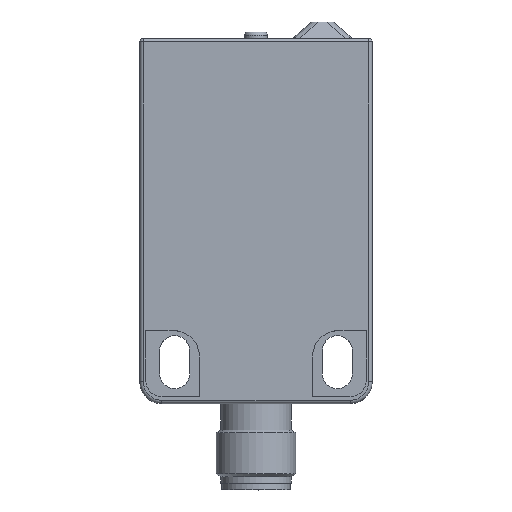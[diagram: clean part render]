
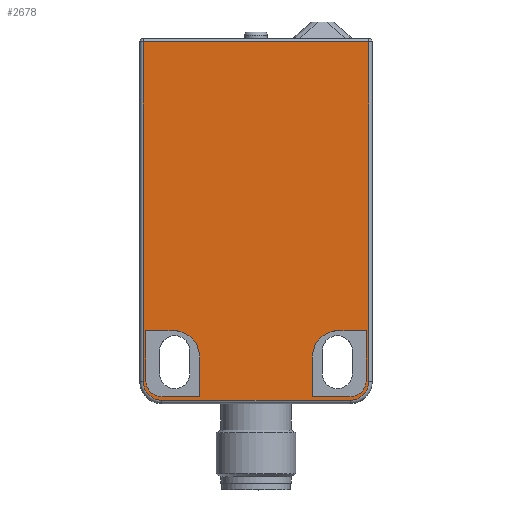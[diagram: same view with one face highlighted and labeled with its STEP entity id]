
A CAD part, top view. The second image highlights one B-rep face of the part: STEP entity #2678.
In plain terms, the highlighted planar face has unit normal (0, 0, 1).
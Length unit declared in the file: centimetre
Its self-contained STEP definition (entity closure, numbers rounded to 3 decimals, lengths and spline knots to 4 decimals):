
#122=LINE('',#4279,#330);
#124=LINE('',#4291,#332);
#126=LINE('',#4300,#334);
#128=LINE('',#4303,#336);
#142=LINE('',#4348,#350);
#143=LINE('',#4350,#351);
#144=LINE('',#4354,#352);
#145=LINE('',#4355,#353);
#146=LINE('',#4360,#354);
#147=LINE('',#4362,#355);
#148=LINE('',#4366,#356);
#149=LINE('',#4367,#357);
#330=VECTOR('',#3442,5.12);
#332=VECTOR('',#3456,2.84);
#334=VECTOR('',#3468,5.12);
#336=VECTOR('',#3472,3.4);
#350=VECTOR('',#3514,0.56);
#351=VECTOR('',#3515,0.6);
#352=VECTOR('',#3518,0.41);
#353=VECTOR('',#3519,0.75);
#354=VECTOR('',#3522,0.75);
#355=VECTOR('',#3523,0.41);
#356=VECTOR('',#3526,0.6);
#357=VECTOR('',#3527,0.56);
#492=PLANE('',#2932);
#628=FACE_BOUND('',#943,.T.);
#629=FACE_BOUND('',#944,.T.);
#748=FACE_OUTER_BOUND('',#942,.T.);
#942=EDGE_LOOP('',(#2167,#2168,#2169,#2170,#2171,#2172));
#943=EDGE_LOOP('',(#2173,#2174,#2175,#2176,#2177,#2178));
#944=EDGE_LOOP('',(#2179,#2180,#2181,#2182,#2183,#2184));
#1137=CIRCLE('',#2910,0.28);
#1141=CIRCLE('',#2916,0.28);
#1149=CIRCLE('',#2933,0.25);
#1150=CIRCLE('',#2934,0.4);
#1151=CIRCLE('',#2935,0.25);
#1152=CIRCLE('',#2936,0.4);
#1319=VERTEX_POINT('',#4257);
#1322=VERTEX_POINT('',#4267);
#1325=VERTEX_POINT('',#4277);
#1327=VERTEX_POINT('',#4283);
#1329=VERTEX_POINT('',#4289);
#1331=VERTEX_POINT('',#4295);
#1346=VERTEX_POINT('',#4344);
#1347=VERTEX_POINT('',#4345);
#1348=VERTEX_POINT('',#4347);
#1349=VERTEX_POINT('',#4349);
#1350=VERTEX_POINT('',#4351);
#1351=VERTEX_POINT('',#4353);
#1352=VERTEX_POINT('',#4356);
#1353=VERTEX_POINT('',#4357);
#1354=VERTEX_POINT('',#4359);
#1355=VERTEX_POINT('',#4361);
#1356=VERTEX_POINT('',#4363);
#1357=VERTEX_POINT('',#4365);
#1618=EDGE_CURVE('',#1325,#1322,#122,.T.);
#1621=EDGE_CURVE('',#1327,#1325,#1137,.T.);
#1624=EDGE_CURVE('',#1329,#1327,#124,.T.);
#1627=EDGE_CURVE('',#1331,#1329,#1141,.T.);
#1629=EDGE_CURVE('',#1319,#1331,#126,.T.);
#1631=EDGE_CURVE('',#1322,#1319,#128,.T.);
#1651=EDGE_CURVE('',#1346,#1347,#1149,.T.);
#1652=EDGE_CURVE('',#1347,#1348,#142,.T.);
#1653=EDGE_CURVE('',#1348,#1349,#143,.T.);
#1654=EDGE_CURVE('',#1349,#1350,#1150,.T.);
#1655=EDGE_CURVE('',#1350,#1351,#144,.T.);
#1656=EDGE_CURVE('',#1351,#1346,#145,.T.);
#1657=EDGE_CURVE('',#1352,#1353,#1151,.T.);
#1658=EDGE_CURVE('',#1353,#1354,#146,.T.);
#1659=EDGE_CURVE('',#1354,#1355,#147,.T.);
#1660=EDGE_CURVE('',#1355,#1356,#1152,.T.);
#1661=EDGE_CURVE('',#1356,#1357,#148,.T.);
#1662=EDGE_CURVE('',#1357,#1352,#149,.T.);
#2167=ORIENTED_EDGE('',*,*,#1618,.F.);
#2168=ORIENTED_EDGE('',*,*,#1621,.F.);
#2169=ORIENTED_EDGE('',*,*,#1624,.F.);
#2170=ORIENTED_EDGE('',*,*,#1627,.F.);
#2171=ORIENTED_EDGE('',*,*,#1629,.F.);
#2172=ORIENTED_EDGE('',*,*,#1631,.F.);
#2173=ORIENTED_EDGE('',*,*,#1651,.T.);
#2174=ORIENTED_EDGE('',*,*,#1652,.T.);
#2175=ORIENTED_EDGE('',*,*,#1653,.T.);
#2176=ORIENTED_EDGE('',*,*,#1654,.T.);
#2177=ORIENTED_EDGE('',*,*,#1655,.T.);
#2178=ORIENTED_EDGE('',*,*,#1656,.T.);
#2179=ORIENTED_EDGE('',*,*,#1657,.T.);
#2180=ORIENTED_EDGE('',*,*,#1658,.T.);
#2181=ORIENTED_EDGE('',*,*,#1659,.T.);
#2182=ORIENTED_EDGE('',*,*,#1660,.T.);
#2183=ORIENTED_EDGE('',*,*,#1661,.T.);
#2184=ORIENTED_EDGE('',*,*,#1662,.T.);
#2678=ADVANCED_FACE('',(#748,#628,#629),#492,.T.);
#2910=AXIS2_PLACEMENT_3D('',#4285,#3448,#3449);
#2916=AXIS2_PLACEMENT_3D('',#4297,#3462,#3463);
#2932=AXIS2_PLACEMENT_3D('',#4343,#3510,#3511);
#2933=AXIS2_PLACEMENT_3D('',#4346,#3512,#3513);
#2934=AXIS2_PLACEMENT_3D('',#4352,#3516,#3517);
#2935=AXIS2_PLACEMENT_3D('',#4358,#3520,#3521);
#2936=AXIS2_PLACEMENT_3D('',#4364,#3524,#3525);
#3442=DIRECTION('',(0.,1.,0.));
#3448=DIRECTION('center_axis',(0.,0.,-1.));
#3449=DIRECTION('ref_axis',(-0.707,-0.707,0.));
#3456=DIRECTION('',(-1.,0.,0.));
#3462=DIRECTION('center_axis',(0.,0.,-1.));
#3463=DIRECTION('ref_axis',(0.707,-0.707,0.));
#3468=DIRECTION('',(0.,-1.,0.));
#3472=DIRECTION('',(1.,0.,0.));
#3510=DIRECTION('center_axis',(0.,0.,1.));
#3511=DIRECTION('ref_axis',(1.,0.,0.));
#3512=DIRECTION('center_axis',(0.,0.,-1.));
#3513=DIRECTION('ref_axis',(0.,-1.,0.));
#3514=DIRECTION('',(-1.,0.,0.));
#3515=DIRECTION('',(0.,1.,0.));
#3516=DIRECTION('center_axis',(0.,0.,-1.));
#3517=DIRECTION('ref_axis',(0.,1.,0.));
#3518=DIRECTION('',(1.,0.,0.));
#3519=DIRECTION('',(0.,-1.,0.));
#3520=DIRECTION('center_axis',(0.,0.,-1.));
#3521=DIRECTION('ref_axis',(0.,-1.,0.));
#3522=DIRECTION('',(0.,1.,0.));
#3523=DIRECTION('',(1.,0.,0.));
#3524=DIRECTION('center_axis',(0.,0.,-1.));
#3525=DIRECTION('ref_axis',(0.,1.,0.));
#3526=DIRECTION('',(0.,-1.,0.));
#3527=DIRECTION('',(-1.,0.,0.));
#4257=CARTESIAN_POINT('',(0.4775,-0.5042,2.6732));
#4267=CARTESIAN_POINT('',(-2.9225,-0.5042,2.6732));
#4277=CARTESIAN_POINT('',(-2.9225,-5.6242,2.6732));
#4279=CARTESIAN_POINT('',(-2.9225,-1.1417,2.6732));
#4283=CARTESIAN_POINT('',(-2.6425,-5.9042,2.6732));
#4285=CARTESIAN_POINT('Origin',(-2.6425,-5.6242,2.6732));
#4289=CARTESIAN_POINT('',(0.1975,-5.9042,2.6732));
#4291=CARTESIAN_POINT('',(-2.535,-5.9042,2.6732));
#4295=CARTESIAN_POINT('',(0.4775,-5.6242,2.6732));
#4297=CARTESIAN_POINT('Origin',(0.1975,-5.6242,2.6732));
#4300=CARTESIAN_POINT('',(0.4775,-3.8917,2.6732));
#4303=CARTESIAN_POINT('',(-1.66,-0.5042,2.6732));
#4343=CARTESIAN_POINT('Origin',(-2.0975,-1.8292,2.6732));
#4344=CARTESIAN_POINT('',(0.4375,-5.6042,2.6732));
#4345=CARTESIAN_POINT('',(0.1875,-5.8542,2.6732));
#4346=CARTESIAN_POINT('Origin',(0.1875,-5.6042,2.6732));
#4347=CARTESIAN_POINT('',(-0.3725,-5.8542,2.6732));
#4348=CARTESIAN_POINT('',(-0.955,-5.8542,2.6732));
#4349=CARTESIAN_POINT('',(-0.3725,-5.2542,2.6732));
#4350=CARTESIAN_POINT('',(-0.3725,-3.8417,2.6732));
#4351=CARTESIAN_POINT('',(0.0275,-4.8542,2.6732));
#4352=CARTESIAN_POINT('Origin',(0.0275,-5.2542,2.6732));
#4353=CARTESIAN_POINT('',(0.4375,-4.8542,2.6732));
#4354=CARTESIAN_POINT('',(-1.035,-4.8542,2.6732));
#4355=CARTESIAN_POINT('',(0.4375,-3.3417,2.6732));
#4356=CARTESIAN_POINT('',(-2.6325,-5.8542,2.6732));
#4357=CARTESIAN_POINT('',(-2.8825,-5.6042,2.6732));
#4358=CARTESIAN_POINT('Origin',(-2.6325,-5.6042,2.6732));
#4359=CARTESIAN_POINT('',(-2.8825,-4.8542,2.6732));
#4360=CARTESIAN_POINT('',(-2.8825,-3.3417,2.6732));
#4361=CARTESIAN_POINT('',(-2.4725,-4.8542,2.6732));
#4362=CARTESIAN_POINT('',(-2.285,-4.8542,2.6732));
#4363=CARTESIAN_POINT('',(-2.0725,-5.2542,2.6732));
#4364=CARTESIAN_POINT('Origin',(-2.4725,-5.2542,2.6732));
#4365=CARTESIAN_POINT('',(-2.0725,-5.8542,2.6732));
#4366=CARTESIAN_POINT('',(-2.0725,-3.8417,2.6732));
#4367=CARTESIAN_POINT('',(-2.365,-5.8542,2.6732));
